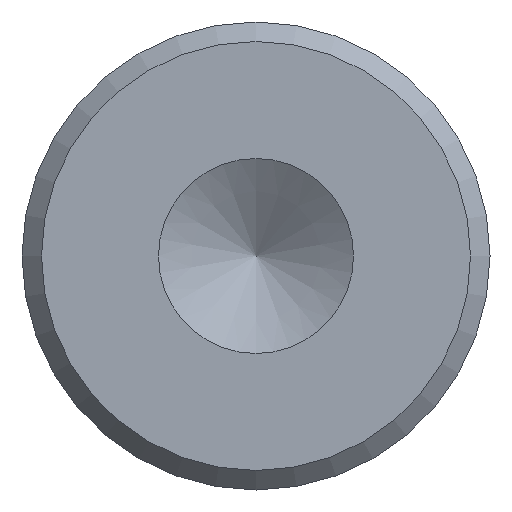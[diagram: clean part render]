
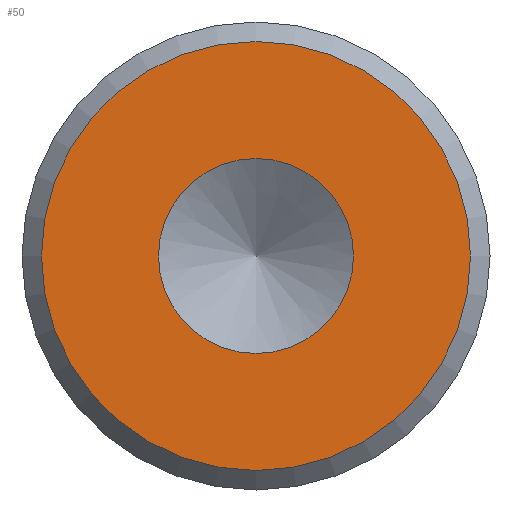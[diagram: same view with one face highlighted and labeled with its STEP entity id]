
A CAD part, front view. The second image highlights one B-rep face of the part: STEP entity #50.
In plain terms, the highlighted planar face has unit normal (0, -1, 0).
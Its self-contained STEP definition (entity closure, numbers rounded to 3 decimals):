
#3 = ORIENTED_EDGE ( 'NONE', *, *, #82, .F. ) ;
#5 = PLANE ( 'NONE',  #6 ) ;
#6 = AXIS2_PLACEMENT_3D ( 'NONE', #30, #118, #291 ) ;
#17 = CARTESIAN_POINT ( 'NONE',  ( 0., 0., 0. ) ) ;
#27 = DIRECTION ( 'NONE',  ( 0., 1., 0. ) ) ;
#28 = FACE_BOUND ( 'NONE', #213, .T. ) ;
#30 = CARTESIAN_POINT ( 'NONE',  ( 0., 0., 0. ) ) ;
#50 = ADVANCED_FACE ( 'NONE', ( #28, #239 ), #5, .F. ) ;
#66 = DIRECTION ( 'NONE',  ( 0., 0., -1. ) ) ;
#80 = VERTEX_POINT ( 'NONE', #178 ) ;
#82 = EDGE_CURVE ( 'NONE', #292, #292, #227, .T. ) ;
#92 = CIRCLE ( 'NONE', #200, 2.5 ) ;
#118 = DIRECTION ( 'NONE',  ( 0., 1., 0. ) ) ;
#148 = CARTESIAN_POINT ( 'NONE',  ( 0., 0., 0. ) ) ;
#156 = AXIS2_PLACEMENT_3D ( 'NONE', #148, #27, #214 ) ;
#166 = EDGE_LOOP ( 'NONE', ( #3 ) ) ;
#176 = CARTESIAN_POINT ( 'NONE',  ( 0., 0., 5.5 ) ) ;
#178 = CARTESIAN_POINT ( 'NONE',  ( 0., 0., -2.5 ) ) ;
#194 = ORIENTED_EDGE ( 'NONE', *, *, #212, .F. ) ;
#200 = AXIS2_PLACEMENT_3D ( 'NONE', #17, #301, #66 ) ;
#212 = EDGE_CURVE ( 'NONE', #80, #80, #92, .T. ) ;
#213 = EDGE_LOOP ( 'NONE', ( #194 ) ) ;
#214 = DIRECTION ( 'NONE',  ( 0., 0., 1. ) ) ;
#227 = CIRCLE ( 'NONE', #156, 5.5 ) ;
#239 = FACE_OUTER_BOUND ( 'NONE', #166, .T. ) ;
#291 = DIRECTION ( 'NONE',  ( 0., 0., 1. ) ) ;
#292 = VERTEX_POINT ( 'NONE', #176 ) ;
#301 = DIRECTION ( 'NONE',  ( 0., -1., 0. ) ) ;
